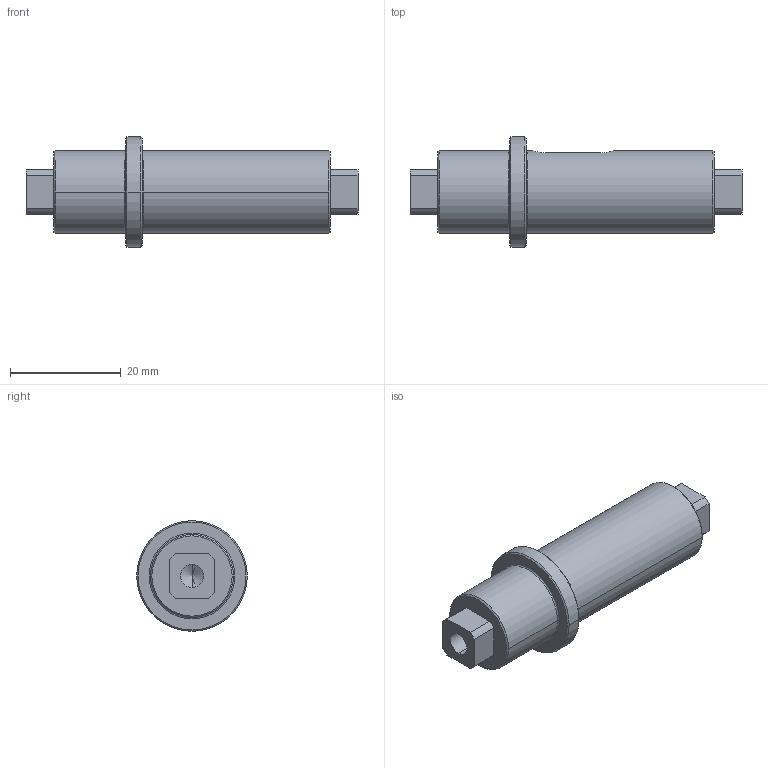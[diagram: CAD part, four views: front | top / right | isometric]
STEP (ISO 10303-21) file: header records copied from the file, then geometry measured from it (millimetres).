
FILE_DESCRIPTION (( 'STEP AP214' ), '1' );
FILE_NAME ('K4-ABRE PRIMAIRE VILLEBREQUIN.STEP', '2022-05-23T19:31:54', ( '' ), ( '' ), 'SwSTEP 2.0', 'SolidWorks 2021', '' );
FILE_SCHEMA (( 'AUTOMOTIVE_DESIGN' ));
Length unit declared in the file: millimetre
Products named in the file (1): K4-ABRE PRIMAIRE VILLEBREQUIN
Bounding box: 60 x 20 x 20 mm (x, y, z)
Volume: 9099.1 mm3; surface area: 3909.1 mm2
Topology: 1 solids, 1 shells, 57 faces, 133 edges, 80 vertices
Faces by surface type: cylinder 22, plane 17, cone 12, torus 6
Entity records: 1733 total; most frequent: CARTESIAN_POINT 331, DIRECTION 301, ORIENTED_EDGE 258, EDGE_CURVE 129, AXIS2_PLACEMENT_3D 118, VERTEX_POINT 80, VECTOR 65, LINE 65
